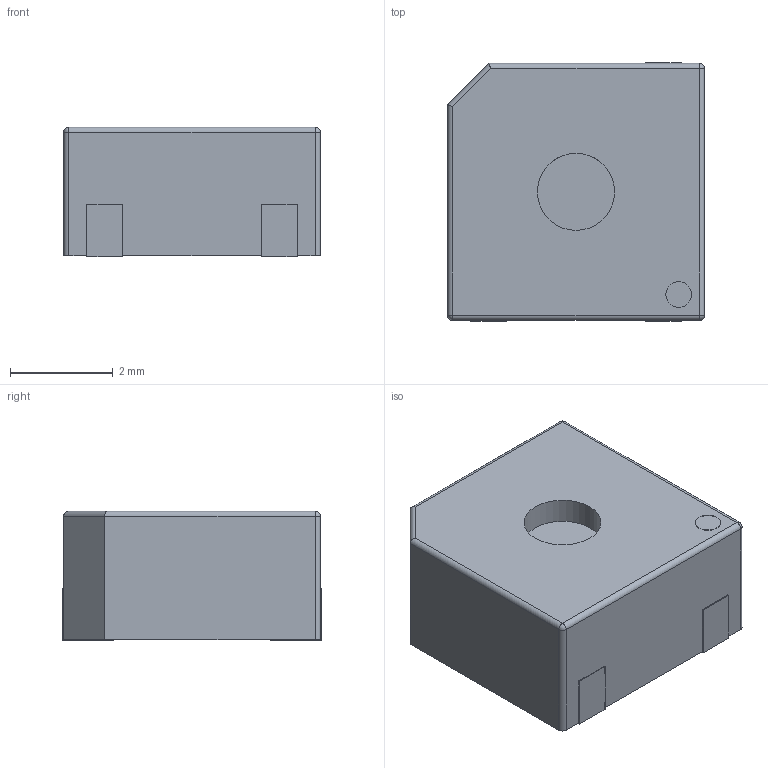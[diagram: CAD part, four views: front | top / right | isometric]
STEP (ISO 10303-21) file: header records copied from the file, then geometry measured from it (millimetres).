
FILE_DESCRIPTION(/* description */ (''),/* implementation_level */ '2;1');
FILE_NAME(/* name */ 'klj-5025.step',/* time_stamp */ '2018-12-20T13:27:06+00:00',/* author */ ('eric.n.tech'),/* organization */ (''),/* preprocessor_version */ 'ST-DEVELOPER v17.2',/* originating_system */ 'Autodesk Translation Framework v7.6.0.251',/* authorisation */ '');
FILE_SCHEMA (('AUTOMOTIVE_DESIGN { 1 0 10303 214 3 1 1 }'));
Length unit declared in the file: millimetre
Products named in the file (2): klj-5025; KLJ-5018 Piezo buzzer v5
Assembly tree (1 placements, depth 2):
  klj-5025
    KLJ-5018 Piezo buzzer v5
Bounding box: 5 x 5.04 x 2.52 mm (x, y, z)
Volume: 60.8 mm3; surface area: 99.8 mm2
Topology: 1 solids, 1 shells, 40 faces, 97 edges, 61 vertices
Faces by surface type: plane 27, cylinder 10, sphere 3
Full cylindrical faces by diameter (mm): 0.5 x1, 1.5 x1
Entity records: 1241 total; most frequent: DIRECTION 201, CARTESIAN_POINT 201, ORIENTED_EDGE 194, EDGE_CURVE 97, LINE 79, VECTOR 79, VERTEX_POINT 61, AXIS2_PLACEMENT_3D 61
